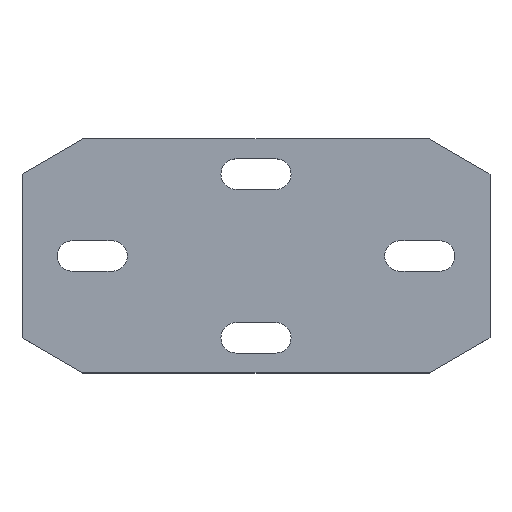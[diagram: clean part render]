
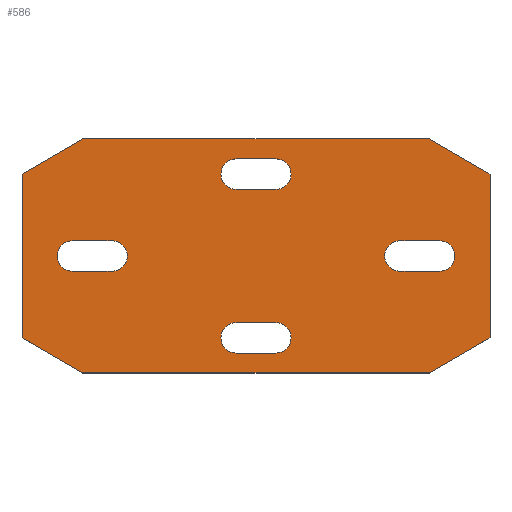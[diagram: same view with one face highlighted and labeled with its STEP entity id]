
A CAD part, top view. The second image highlights one B-rep face of the part: STEP entity #586.
In plain terms, the highlighted planar face has unit normal (0, 0, 1).
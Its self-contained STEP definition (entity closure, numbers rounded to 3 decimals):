
#1=DIRECTION('',(0.,1.,0.));
#2=VECTOR('',#1,70.);
#3=CARTESIAN_POINT('',(-100.,-35.,0.));
#4=LINE('',#3,#2);
#9=DIRECTION('',(-0.866,0.5,0.));
#10=VECTOR('',#9,30.);
#11=CARTESIAN_POINT('',(100.,35.,0.));
#12=LINE('',#11,#10);
#13=DIRECTION('',(0.866,0.5,0.));
#14=VECTOR('',#13,30.);
#15=CARTESIAN_POINT('',(74.019,-50.,0.));
#16=LINE('',#15,#14);
#17=DIRECTION('',(0.866,-0.5,0.));
#18=VECTOR('',#17,30.);
#19=CARTESIAN_POINT('',(-100.,-35.,0.));
#20=LINE('',#19,#18);
#21=DIRECTION('',(-0.866,-0.5,0.));
#22=VECTOR('',#21,30.);
#23=CARTESIAN_POINT('',(-74.019,50.,0.));
#24=LINE('',#23,#22);
#25=DIRECTION('',(-1.,0.,0.));
#26=VECTOR('',#25,17.);
#27=CARTESIAN_POINT('',(78.5,-6.5,0.));
#28=LINE('',#27,#26);
#29=CARTESIAN_POINT('',(78.5,0.,0.));
#30=DIRECTION('',(0.,0.,-1.));
#31=DIRECTION('',(1.,0.,0.));
#32=AXIS2_PLACEMENT_3D('',#29,#30,#31);
#34=CARTESIAN_POINT('',(78.5,0.,0.));
#35=DIRECTION('',(0.,0.,-1.));
#36=DIRECTION('',(0.,1.,0.));
#37=AXIS2_PLACEMENT_3D('',#34,#35,#36);
#39=DIRECTION('',(1.,0.,0.));
#40=VECTOR('',#39,17.);
#41=CARTESIAN_POINT('',(61.5,6.5,0.));
#42=LINE('',#41,#40);
#43=CARTESIAN_POINT('',(61.5,0.,0.));
#44=DIRECTION('',(0.,0.,-1.));
#45=DIRECTION('',(0.,-1.,0.));
#46=AXIS2_PLACEMENT_3D('',#43,#44,#45);
#48=DIRECTION('',(1.,0.,0.));
#49=VECTOR('',#48,17.);
#50=CARTESIAN_POINT('',(-78.5,6.5,0.));
#51=LINE('',#50,#49);
#52=CARTESIAN_POINT('',(-78.5,0.,0.));
#53=DIRECTION('',(0.,0.,-1.));
#54=DIRECTION('',(-1.,0.,0.));
#55=AXIS2_PLACEMENT_3D('',#52,#53,#54);
#57=CARTESIAN_POINT('',(-78.5,0.,0.));
#58=DIRECTION('',(0.,0.,-1.));
#59=DIRECTION('',(0.,-1.,0.));
#60=AXIS2_PLACEMENT_3D('',#57,#58,#59);
#62=DIRECTION('',(-1.,0.,0.));
#63=VECTOR('',#62,17.);
#64=CARTESIAN_POINT('',(-61.5,-6.5,0.));
#65=LINE('',#64,#63);
#66=CARTESIAN_POINT('',(-61.5,0.,0.));
#67=DIRECTION('',(0.,0.,-1.));
#68=DIRECTION('',(1.,0.,0.));
#69=AXIS2_PLACEMENT_3D('',#66,#67,#68);
#71=CARTESIAN_POINT('',(-61.5,0.,0.));
#72=DIRECTION('',(0.,0.,-1.));
#73=DIRECTION('',(0.,1.,0.));
#74=AXIS2_PLACEMENT_3D('',#71,#72,#73);
#76=DIRECTION('',(-1.,0.,0.));
#77=VECTOR('',#76,17.);
#78=CARTESIAN_POINT('',(8.5,-41.5,0.));
#79=LINE('',#78,#77);
#80=CARTESIAN_POINT('',(8.5,-35.,0.));
#81=DIRECTION('',(0.,0.,-1.));
#82=DIRECTION('',(1.,0.,0.));
#83=AXIS2_PLACEMENT_3D('',#80,#81,#82);
#85=CARTESIAN_POINT('',(8.5,-35.,0.));
#86=DIRECTION('',(0.,0.,-1.));
#87=DIRECTION('',(0.,1.,0.));
#88=AXIS2_PLACEMENT_3D('',#85,#86,#87);
#90=DIRECTION('',(1.,0.,0.));
#91=VECTOR('',#90,17.);
#92=CARTESIAN_POINT('',(-8.5,-28.5,0.));
#93=LINE('',#92,#91);
#94=CARTESIAN_POINT('',(-8.5,-35.,0.));
#95=DIRECTION('',(0.,0.,-1.));
#96=DIRECTION('',(-1.,0.,0.));
#97=AXIS2_PLACEMENT_3D('',#94,#95,#96);
#99=CARTESIAN_POINT('',(-8.5,-35.,0.));
#100=DIRECTION('',(0.,0.,-1.));
#101=DIRECTION('',(0.,-1.,0.));
#102=AXIS2_PLACEMENT_3D('',#99,#100,#101);
#104=DIRECTION('',(-1.,0.,0.));
#105=VECTOR('',#104,17.);
#106=CARTESIAN_POINT('',(8.5,28.5,0.));
#107=LINE('',#106,#105);
#108=CARTESIAN_POINT('',(8.5,35.,0.));
#109=DIRECTION('',(0.,0.,-1.));
#110=DIRECTION('',(1.,0.,0.));
#111=AXIS2_PLACEMENT_3D('',#108,#109,#110);
#113=CARTESIAN_POINT('',(8.5,35.,0.));
#114=DIRECTION('',(0.,0.,-1.));
#115=DIRECTION('',(0.,1.,0.));
#116=AXIS2_PLACEMENT_3D('',#113,#114,#115);
#118=DIRECTION('',(1.,0.,0.));
#119=VECTOR('',#118,17.);
#120=CARTESIAN_POINT('',(-8.5,41.5,0.));
#121=LINE('',#120,#119);
#122=CARTESIAN_POINT('',(-8.5,35.,0.));
#123=DIRECTION('',(0.,0.,-1.));
#124=DIRECTION('',(-1.,0.,0.));
#125=AXIS2_PLACEMENT_3D('',#122,#123,#124);
#127=CARTESIAN_POINT('',(-8.5,35.,0.));
#128=DIRECTION('',(0.,0.,-1.));
#129=DIRECTION('',(0.,-1.,0.));
#130=AXIS2_PLACEMENT_3D('',#127,#128,#129);
#132=DIRECTION('',(1.,0.,0.));
#133=VECTOR('',#132,148.038);
#134=CARTESIAN_POINT('',(-74.019,50.,0.));
#135=LINE('',#134,#133);
#240=DIRECTION('',(-1.,0.,0.));
#241=VECTOR('',#240,148.038);
#242=CARTESIAN_POINT('',(74.019,-50.,0.));
#243=LINE('',#242,#241);
#252=DIRECTION('',(0.,-1.,0.));
#253=VECTOR('',#252,70.);
#254=CARTESIAN_POINT('',(100.,35.,0.));
#255=LINE('',#254,#253);
#410=CARTESIAN_POINT('',(78.5,-6.5,0.));
#411=CARTESIAN_POINT('',(61.5,-6.5,0.));
#412=VERTEX_POINT('',#410);
#413=VERTEX_POINT('',#411);
#414=CARTESIAN_POINT('',(61.5,6.5,0.));
#415=VERTEX_POINT('',#414);
#416=CARTESIAN_POINT('',(78.5,6.5,0.));
#417=VERTEX_POINT('',#416);
#418=CARTESIAN_POINT('',(85.,0.,0.));
#419=VERTEX_POINT('',#418);
#420=CARTESIAN_POINT('',(-78.5,6.5,0.));
#421=CARTESIAN_POINT('',(-61.5,6.5,0.));
#422=VERTEX_POINT('',#420);
#423=VERTEX_POINT('',#421);
#424=CARTESIAN_POINT('',(-55.,0.,0.));
#425=CARTESIAN_POINT('',(-61.5,-6.5,0.));
#426=VERTEX_POINT('',#424);
#427=VERTEX_POINT('',#425);
#428=CARTESIAN_POINT('',(-78.5,-6.5,0.));
#429=VERTEX_POINT('',#428);
#430=CARTESIAN_POINT('',(-85.,0.,0.));
#431=VERTEX_POINT('',#430);
#432=CARTESIAN_POINT('',(8.5,-41.5,0.));
#433=CARTESIAN_POINT('',(-8.5,-41.5,0.));
#434=VERTEX_POINT('',#432);
#435=VERTEX_POINT('',#433);
#436=CARTESIAN_POINT('',(-15.,-35.,0.));
#437=CARTESIAN_POINT('',(-8.5,-28.5,0.));
#438=VERTEX_POINT('',#436);
#439=VERTEX_POINT('',#437);
#440=CARTESIAN_POINT('',(8.5,-28.5,0.));
#441=VERTEX_POINT('',#440);
#442=CARTESIAN_POINT('',(15.,-35.,0.));
#443=VERTEX_POINT('',#442);
#444=CARTESIAN_POINT('',(8.5,28.5,0.));
#445=CARTESIAN_POINT('',(-8.5,28.5,0.));
#446=VERTEX_POINT('',#444);
#447=VERTEX_POINT('',#445);
#448=CARTESIAN_POINT('',(-15.,35.,0.));
#449=CARTESIAN_POINT('',(-8.5,41.5,0.));
#450=VERTEX_POINT('',#448);
#451=VERTEX_POINT('',#449);
#452=CARTESIAN_POINT('',(8.5,41.5,0.));
#453=VERTEX_POINT('',#452);
#454=CARTESIAN_POINT('',(15.,35.,0.));
#455=VERTEX_POINT('',#454);
#462=CARTESIAN_POINT('',(-74.019,50.,0.));
#463=CARTESIAN_POINT('',(74.019,50.,0.));
#464=VERTEX_POINT('',#462);
#465=VERTEX_POINT('',#463);
#470=CARTESIAN_POINT('',(100.,35.,0.));
#471=VERTEX_POINT('',#470);
#474=CARTESIAN_POINT('',(100.,-35.,0.));
#475=VERTEX_POINT('',#474);
#478=CARTESIAN_POINT('',(74.019,-50.,0.));
#479=VERTEX_POINT('',#478);
#482=CARTESIAN_POINT('',(-74.019,-50.,0.));
#483=VERTEX_POINT('',#482);
#486=CARTESIAN_POINT('',(-100.,-35.,0.));
#487=VERTEX_POINT('',#486);
#490=CARTESIAN_POINT('',(-100.,35.,0.));
#491=VERTEX_POINT('',#490);
#510=CARTESIAN_POINT('',(100.,50.,0.));
#511=DIRECTION('',(0.,0.,-1.));
#512=DIRECTION('',(-1.,0.,0.));
#513=AXIS2_PLACEMENT_3D('',#510,#511,#512);
#514=PLANE('',#513);
#516=ORIENTED_EDGE('',*,*,#515,.T.);
#518=ORIENTED_EDGE('',*,*,#517,.F.);
#520=ORIENTED_EDGE('',*,*,#519,.T.);
#522=ORIENTED_EDGE('',*,*,#521,.F.);
#524=ORIENTED_EDGE('',*,*,#523,.T.);
#526=ORIENTED_EDGE('',*,*,#525,.F.);
#527=ORIENTED_EDGE('',*,*,#499,.T.);
#529=ORIENTED_EDGE('',*,*,#528,.F.);
#530=EDGE_LOOP('',(#516,#518,#520,#522,#524,#526,#527,#529));
#531=FACE_OUTER_BOUND('',#530,.F.);
#533=ORIENTED_EDGE('',*,*,#532,.F.);
#535=ORIENTED_EDGE('',*,*,#534,.F.);
#537=ORIENTED_EDGE('',*,*,#536,.F.);
#539=ORIENTED_EDGE('',*,*,#538,.F.);
#541=ORIENTED_EDGE('',*,*,#540,.F.);
#542=EDGE_LOOP('',(#533,#535,#537,#539,#541));
#543=FACE_BOUND('',#542,.F.);
#545=ORIENTED_EDGE('',*,*,#544,.F.);
#547=ORIENTED_EDGE('',*,*,#546,.F.);
#549=ORIENTED_EDGE('',*,*,#548,.F.);
#551=ORIENTED_EDGE('',*,*,#550,.F.);
#553=ORIENTED_EDGE('',*,*,#552,.F.);
#555=ORIENTED_EDGE('',*,*,#554,.F.);
#556=EDGE_LOOP('',(#545,#547,#549,#551,#553,#555));
#557=FACE_BOUND('',#556,.F.);
#559=ORIENTED_EDGE('',*,*,#558,.F.);
#561=ORIENTED_EDGE('',*,*,#560,.F.);
#563=ORIENTED_EDGE('',*,*,#562,.F.);
#565=ORIENTED_EDGE('',*,*,#564,.F.);
#567=ORIENTED_EDGE('',*,*,#566,.F.);
#569=ORIENTED_EDGE('',*,*,#568,.F.);
#570=EDGE_LOOP('',(#559,#561,#563,#565,#567,#569));
#571=FACE_BOUND('',#570,.F.);
#573=ORIENTED_EDGE('',*,*,#572,.F.);
#575=ORIENTED_EDGE('',*,*,#574,.F.);
#577=ORIENTED_EDGE('',*,*,#576,.F.);
#579=ORIENTED_EDGE('',*,*,#578,.F.);
#581=ORIENTED_EDGE('',*,*,#580,.F.);
#583=ORIENTED_EDGE('',*,*,#582,.F.);
#584=EDGE_LOOP('',(#573,#575,#577,#579,#581,#583));
#585=FACE_BOUND('',#584,.F.);
#586=ADVANCED_FACE('',(#531,#543,#557,#571,#585),#514,.F.);
#33=CIRCLE('',#32,6.5);
#38=CIRCLE('',#37,6.5);
#47=CIRCLE('',#46,6.5);
#56=CIRCLE('',#55,6.5);
#61=CIRCLE('',#60,6.5);
#70=CIRCLE('',#69,6.5);
#75=CIRCLE('',#74,6.5);
#84=CIRCLE('',#83,6.5);
#89=CIRCLE('',#88,6.5);
#98=CIRCLE('',#97,6.5);
#103=CIRCLE('',#102,6.5);
#112=CIRCLE('',#111,6.5);
#117=CIRCLE('',#116,6.5);
#126=CIRCLE('',#125,6.5);
#131=CIRCLE('',#130,6.5);
#499=EDGE_CURVE('',#487,#491,#4,.T.);
#515=EDGE_CURVE('',#464,#465,#135,.T.);
#517=EDGE_CURVE('',#471,#465,#12,.T.);
#519=EDGE_CURVE('',#471,#475,#255,.T.);
#521=EDGE_CURVE('',#479,#475,#16,.T.);
#523=EDGE_CURVE('',#479,#483,#243,.T.);
#525=EDGE_CURVE('',#487,#483,#20,.T.);
#528=EDGE_CURVE('',#464,#491,#24,.T.);
#532=EDGE_CURVE('',#412,#413,#28,.T.);
#534=EDGE_CURVE('',#419,#412,#33,.T.);
#536=EDGE_CURVE('',#417,#419,#38,.T.);
#538=EDGE_CURVE('',#415,#417,#42,.T.);
#540=EDGE_CURVE('',#413,#415,#47,.T.);
#544=EDGE_CURVE('',#422,#423,#51,.T.);
#546=EDGE_CURVE('',#431,#422,#56,.T.);
#548=EDGE_CURVE('',#429,#431,#61,.T.);
#550=EDGE_CURVE('',#427,#429,#65,.T.);
#552=EDGE_CURVE('',#426,#427,#70,.T.);
#554=EDGE_CURVE('',#423,#426,#75,.T.);
#558=EDGE_CURVE('',#434,#435,#79,.T.);
#560=EDGE_CURVE('',#443,#434,#84,.T.);
#562=EDGE_CURVE('',#441,#443,#89,.T.);
#564=EDGE_CURVE('',#439,#441,#93,.T.);
#566=EDGE_CURVE('',#438,#439,#98,.T.);
#568=EDGE_CURVE('',#435,#438,#103,.T.);
#572=EDGE_CURVE('',#446,#447,#107,.T.);
#574=EDGE_CURVE('',#455,#446,#112,.T.);
#576=EDGE_CURVE('',#453,#455,#117,.T.);
#578=EDGE_CURVE('',#451,#453,#121,.T.);
#580=EDGE_CURVE('',#450,#451,#126,.T.);
#582=EDGE_CURVE('',#447,#450,#131,.T.);
